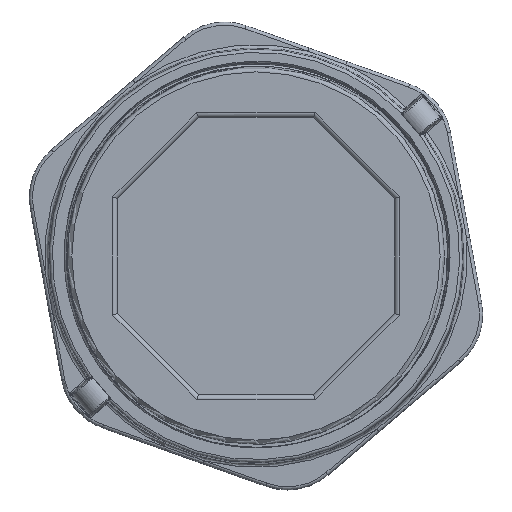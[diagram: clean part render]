
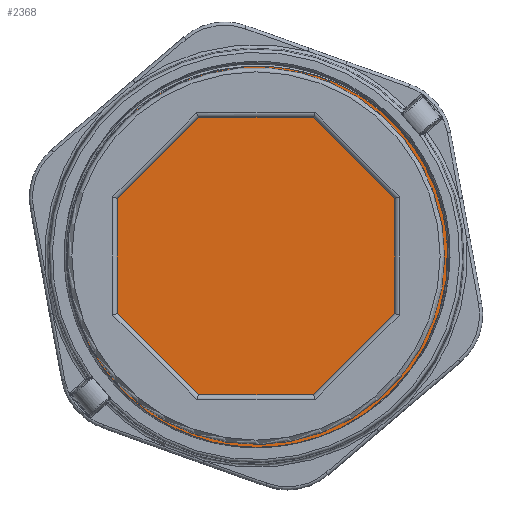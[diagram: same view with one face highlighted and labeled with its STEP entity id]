
A CAD part, front view. The second image highlights one B-rep face of the part: STEP entity #2368.
In plain terms, the highlighted planar face has unit normal (0, -1, 0).
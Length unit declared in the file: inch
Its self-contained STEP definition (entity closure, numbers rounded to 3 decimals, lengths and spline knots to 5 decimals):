
#144=CIRCLE($,#2542,1.765);
#145=CIRCLE($,#2543,1.795);
#331=FACE_OUTER_BOUND($,#498,.T.);
#498=EDGE_LOOP($,(#1603,#1604,#1605,#1606,#1607,#1608));
#902=B_SPLINE_CURVE_WITH_KNOTS($,3,(#4561,#4562,#4563,#4564,#4565,#4566,
#4567,#4568,#4569,#4570),.UNSPECIFIED.,.F.,.F.,(4,2,2,2,4),(0.,
1.44095,2.69931,4.47056,7.63341),
 .UNSPECIFIED.);
#905=B_SPLINE_CURVE_WITH_KNOTS($,3,(#5499,#5500,#5501,#5502,#5503,#5504,
#5505,#5506,#5507,#5508),.UNSPECIFIED.,.F.,.F.,(4,2,2,2,4),(-5.82796,
-4.60446,-3.16961,-1.56373,-0.00015),
 .UNSPECIFIED.);
#906=B_SPLINE_CURVE_WITH_KNOTS($,3,(#5512,#5513,#5514,#5515,#5516,#5517,
#5518,#5519,#5520,#5521),.UNSPECIFIED.,.F.,.F.,(4,2,2,2,4),(-3.49731,
-2.89743,-1.9677,-1.12376,-0.00015),
 .UNSPECIFIED.);
#910=B_SPLINE_CURVE_WITH_KNOTS($,3,(#5773,#5774,#5775,#5776,#5777,#5778,
#5779,#5780,#5781,#5782),.UNSPECIFIED.,.F.,.F.,(4,2,2,2,4),(0.,1.34486,
2.72867,4.37615,6.54456),.UNSPECIFIED.);
#998=VERTEX_POINT($,#4559);
#999=VERTEX_POINT($,#4560);
#1000=VERTEX_POINT($,#5498);
#1001=VERTEX_POINT($,#5509);
#1002=VERTEX_POINT($,#5511);
#1005=VERTEX_POINT($,#5771);
#1221=EDGE_CURVE($,#998,#999,#902,.T.);
#1224=EDGE_CURVE($,#1000,#999,#905,.T.);
#1226=EDGE_CURVE($,#1002,#1001,#906,.T.);
#1230=EDGE_CURVE($,#1000,#1001,#144,.T.);
#1231=EDGE_CURVE($,#1005,#998,#145,.T.);
#1232=EDGE_CURVE($,#1002,#1005,#910,.T.);
#1603=ORIENTED_EDGE($,*,*,#1230,.F.);
#1604=ORIENTED_EDGE($,*,*,#1224,.T.);
#1605=ORIENTED_EDGE($,*,*,#1221,.F.);
#1606=ORIENTED_EDGE($,*,*,#1231,.F.);
#1607=ORIENTED_EDGE($,*,*,#1232,.F.);
#1608=ORIENTED_EDGE($,*,*,#1226,.T.);
#2329=PLANE($,#2541);
#2368=ADVANCED_FACE($,(#331),#2329,.F.);
#2541=AXIS2_PLACEMENT_3D($,#5769,#2822,#2823);
#2542=AXIS2_PLACEMENT_3D($,#5770,#2824,#2825);
#2543=AXIS2_PLACEMENT_3D($,#5772,#2826,#2827);
#2822=DIRECTION('center_axis',(0.,1.,0.));
#2823=DIRECTION('ref_axis',(0.,0.,1.));
#2824=DIRECTION('center_axis',(0.,-1.,0.));
#2825=DIRECTION('ref_axis',(-1.,0.,0.));
#2826=DIRECTION('center_axis',(0.,1.,0.));
#2827=DIRECTION('ref_axis',(1.,0.,0.));
#4559=CARTESIAN_POINT('',(1.25586,-0.29,-1.28251));
#4560=CARTESIAN_POINT('',(-0.9837,-0.28998,-1.48347));
#4561=CARTESIAN_POINT('Ctrl Pts',(1.25586,-0.29,-1.28251));
#4562=CARTESIAN_POINT('Ctrl Pts',(1.12075,-0.29,-1.41481));
#4563=CARTESIAN_POINT('Ctrl Pts',(0.94828,-0.29,-1.54059));
#4564=CARTESIAN_POINT('Ctrl Pts',(0.56329,-0.29,-1.71442));
#4565=CARTESIAN_POINT('Ctrl Pts',(0.36923,-0.29,
-1.76582));
#4566=CARTESIAN_POINT('Ctrl Pts',(-0.10604,-0.29,
-1.80926));
#4567=CARTESIAN_POINT('Ctrl Pts',(-0.32711,-0.29,-1.7635));
#4568=CARTESIAN_POINT('Ctrl Pts',(-0.68022,-0.29,-1.66767));
#4569=CARTESIAN_POINT('Ctrl Pts',(-0.85659,-0.29,-1.57096));
#4570=CARTESIAN_POINT('Ctrl Pts',(-0.98368,-0.29,-1.48344));
#5498=CARTESIAN_POINT('',(-1.68035,-0.29,0.54005));
#5499=CARTESIAN_POINT('Ctrl Pts',(-1.68035,-0.29,0.54005));
#5500=CARTESIAN_POINT('Ctrl Pts',(-1.72959,-0.29,0.38757));
#5501=CARTESIAN_POINT('Ctrl Pts',(-1.75783,-0.29,0.22935));
#5502=CARTESIAN_POINT('Ctrl Pts',(-1.77193,-0.29,-0.12082));
#5503=CARTESIAN_POINT('Ctrl Pts',(-1.74958,-0.29,
-0.31113));
#5504=CARTESIAN_POINT('Ctrl Pts',(-1.63979,-0.29,
-0.69668));
#5505=CARTESIAN_POINT('Ctrl Pts',(-1.54491,-0.29,-0.88914));
#5506=CARTESIAN_POINT('Ctrl Pts',(-1.29933,-0.29,-1.22534));
#5507=CARTESIAN_POINT('Ctrl Pts',(-1.15256,-0.29,-1.36688));
#5508=CARTESIAN_POINT('Ctrl Pts',(-0.98363,-0.29,-1.48336));
#5509=CARTESIAN_POINT('',(-1.64224,-0.29,0.64658));
#5511=CARTESIAN_POINT('',(0.29171,-0.29,1.75593));
#5512=CARTESIAN_POINT('Ctrl Pts',(0.29168,-0.29,1.75599));
#5513=CARTESIAN_POINT('Ctrl Pts',(0.06491,-0.29,1.78956));
#5514=CARTESIAN_POINT('Ctrl Pts',(-0.12059,-0.29,1.77513));
#5515=CARTESIAN_POINT('Ctrl Pts',(-0.4662,-0.29,1.72118));
#5516=CARTESIAN_POINT('Ctrl Pts',(-0.6678,-0.29,
1.65298));
#5517=CARTESIAN_POINT('Ctrl Pts',(-1.02995,-0.29,
1.44913));
#5518=CARTESIAN_POINT('Ctrl Pts',(-1.18623,-0.29,1.32345));
#5519=CARTESIAN_POINT('Ctrl Pts',(-1.49252,-0.29,0.97895));
#5520=CARTESIAN_POINT('Ctrl Pts',(-1.58808,-0.29,0.78375));
#5521=CARTESIAN_POINT('Ctrl Pts',(-1.64219,-0.29,0.64656));
#5769=CARTESIAN_POINT('Origin',(0.,-0.29,0.));
#5770=CARTESIAN_POINT('Origin',(0.,-0.29,0.));
#5771=CARTESIAN_POINT('',(1.79307,-0.29,0.08206));
#5772=CARTESIAN_POINT('Origin',(0.,-0.29,0.));
#5773=CARTESIAN_POINT('Ctrl Pts',(0.29171,-0.29,1.75593));
#5774=CARTESIAN_POINT('Ctrl Pts',(0.46632,-0.29,1.73025));
#5775=CARTESIAN_POINT('Ctrl Pts',(0.65314,-0.29,1.67474));
#5776=CARTESIAN_POINT('Ctrl Pts',(1.02785,-0.29,1.48049));
#5777=CARTESIAN_POINT('Ctrl Pts',(1.19806,-0.29,1.34823));
#5778=CARTESIAN_POINT('Ctrl Pts',(1.51089,-0.29,0.99919));
#5779=CARTESIAN_POINT('Ctrl Pts',(1.60423,-0.29,0.81422));
#5780=CARTESIAN_POINT('Ctrl Pts',(1.72554,-0.29,0.52473));
#5781=CARTESIAN_POINT('Ctrl Pts',(1.78226,-0.29,0.32018));
#5782=CARTESIAN_POINT('Ctrl Pts',(1.79307,-0.29,0.08206));
